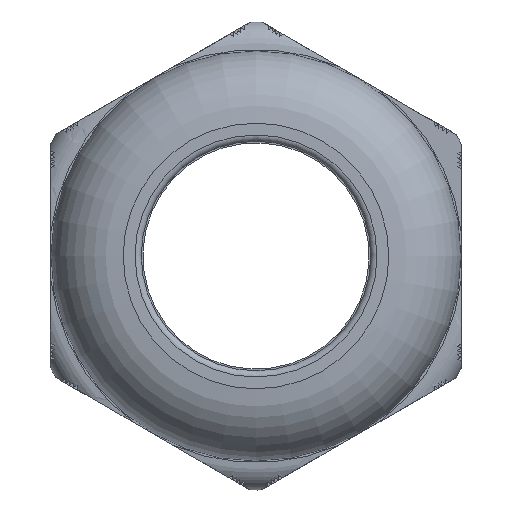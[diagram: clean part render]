
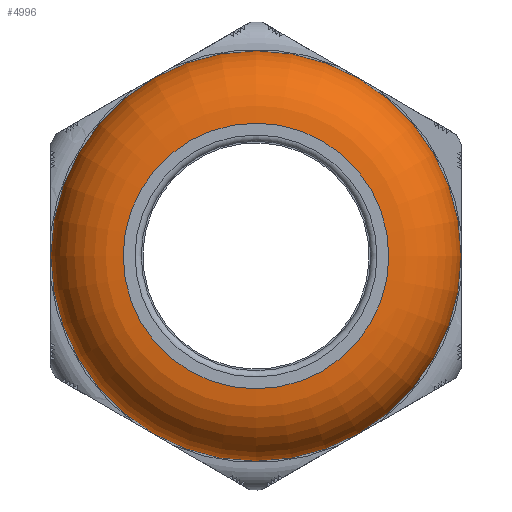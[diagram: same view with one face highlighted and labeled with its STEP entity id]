
A CAD part, left-side view. The second image highlights one B-rep face of the part: STEP entity #4996.
In plain terms, the highlighted toroidal (fillet/blend) face has major radius 10.67 mm and minor radius 5.8 mm.
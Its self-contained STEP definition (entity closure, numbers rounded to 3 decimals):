
#63=FACE_BOUND('',#911,.T.);
#93=TOROIDAL_SURFACE('',#5538,10.67,5.8);
#615=FACE_OUTER_BOUND('',#910,.T.);
#910=EDGE_LOOP('',(#4688));
#911=EDGE_LOOP('',(#4689));
#2011=CIRCLE('',#5537,10.67);
#2012=CIRCLE('',#5539,16.47);
#2503=VERTEX_POINT('',#13109);
#2504=VERTEX_POINT('',#13112);
#3232=EDGE_CURVE('',#2503,#2503,#2011,.T.);
#3233=EDGE_CURVE('',#2504,#2504,#2012,.T.);
#4688=ORIENTED_EDGE('',*,*,#3233,.T.);
#4689=ORIENTED_EDGE('',*,*,#3232,.T.);
#4996=ADVANCED_FACE('',(#615,#63),#93,.T.);
#5537=AXIS2_PLACEMENT_3D('',#13110,#6958,#6959);
#5538=AXIS2_PLACEMENT_3D('',#13111,#6960,#6961);
#5539=AXIS2_PLACEMENT_3D('',#13113,#6962,#6963);
#6958=DIRECTION('center_axis',(0.,0.,-1.));
#6959=DIRECTION('ref_axis',(-1.,0.,0.));
#6960=DIRECTION('center_axis',(0.,0.,1.));
#6961=DIRECTION('ref_axis',(1.,0.,0.));
#6962=DIRECTION('center_axis',(0.,0.,1.));
#6963=DIRECTION('ref_axis',(-1.,0.,0.));
#13109=CARTESIAN_POINT('',(10.67,0.,7.69));
#13110=CARTESIAN_POINT('Origin',(0.,0.,7.69));
#13111=CARTESIAN_POINT('Origin',(0.,0.,1.89));
#13112=CARTESIAN_POINT('',(16.47,0.,1.89));
#13113=CARTESIAN_POINT('Origin',(0.,0.,1.89));
